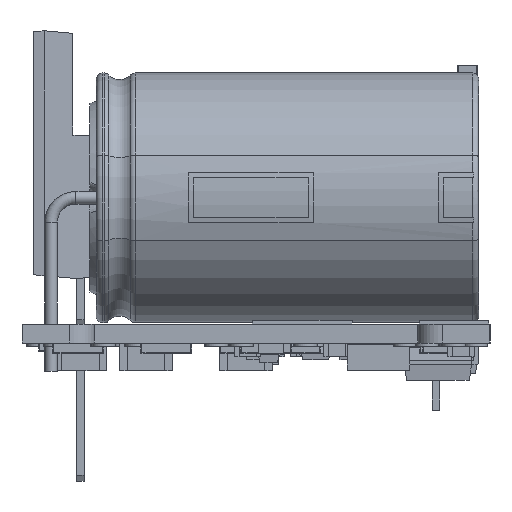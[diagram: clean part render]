
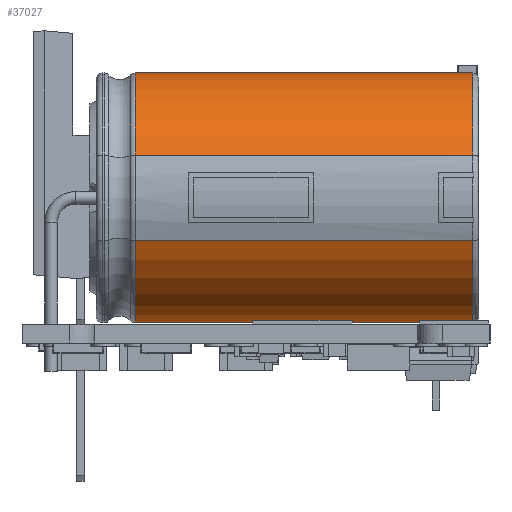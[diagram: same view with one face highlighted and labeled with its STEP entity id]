
A CAD part, left-side view. The second image highlights one B-rep face of the part: STEP entity #37027.
In plain terms, the highlighted cylindrical face has radius 8 mm (diameter 16 mm), a partial arc.
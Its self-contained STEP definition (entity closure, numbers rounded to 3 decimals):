
#36506 = VERTEX_POINT('',#36507);
#36507 = CARTESIAN_POINT('',(-5.392,7.518,5.364
    ));
#36514 = EDGE_CURVE('',#36506,#36515,#36517,.T.);
#36515 = VERTEX_POINT('',#36516);
#36516 = CARTESIAN_POINT('',(-27.,7.518,5.364));
#36517 = LINE('',#36518,#36519);
#36518 = CARTESIAN_POINT('',(-5.392,7.518,
    5.364));
#36519 = VECTOR('',#36520,1.);
#36520 = DIRECTION('',(-1.,0.,0.));
#36718 = VERTEX_POINT('',#36719);
#36719 = CARTESIAN_POINT('',(-27.,7.518,10.836));
#36726 = EDGE_CURVE('',#36727,#36718,#36729,.T.);
#36727 = VERTEX_POINT('',#36728);
#36728 = CARTESIAN_POINT('',(-5.392,7.518,
    10.836));
#36729 = LINE('',#36730,#36731);
#36730 = CARTESIAN_POINT('',(-5.392,7.518,
    10.836));
#36731 = VECTOR('',#36732,1.);
#36732 = DIRECTION('',(-1.,0.,0.));
#37014 = EDGE_CURVE('',#36506,#36727,#37015,.T.);
#37015 = CIRCLE('',#37016,8.);
#37016 = AXIS2_PLACEMENT_3D('',#37017,#37018,#37019);
#37017 = CARTESIAN_POINT('',(-5.392,0.,8.1));
#37018 = DIRECTION('',(-1.,0.,0.));
#37019 = DIRECTION('',(0.,0.94,
    -0.342));
#37027 = ADVANCED_FACE('',(#37028),#37040,.T.);
#37028 = FACE_BOUND('',#37029,.T.);
#37029 = EDGE_LOOP('',(#37030,#37031,#37038,#37039));
#37030 = ORIENTED_EDGE('',*,*,#36726,.T.);
#37031 = ORIENTED_EDGE('',*,*,#37032,.F.);
#37032 = EDGE_CURVE('',#36515,#36718,#37033,.T.);
#37033 = CIRCLE('',#37034,8.);
#37034 = AXIS2_PLACEMENT_3D('',#37035,#37036,#37037);
#37035 = CARTESIAN_POINT('',(-27.,0.,8.1));
#37036 = DIRECTION('',(-1.,0.,0.));
#37037 = DIRECTION('',(0.,0.94,
    -0.342));
#37038 = ORIENTED_EDGE('',*,*,#36514,.F.);
#37039 = ORIENTED_EDGE('',*,*,#37014,.T.);
#37040 = CYLINDRICAL_SURFACE('',#37041,8.);
#37041 = AXIS2_PLACEMENT_3D('',#37042,#37043,#37044);
#37042 = CARTESIAN_POINT('',(-5.392,0.,8.1));
#37043 = DIRECTION('',(-1.,0.,0.));
#37044 = DIRECTION('',(0.,0.94,
    -0.342));
